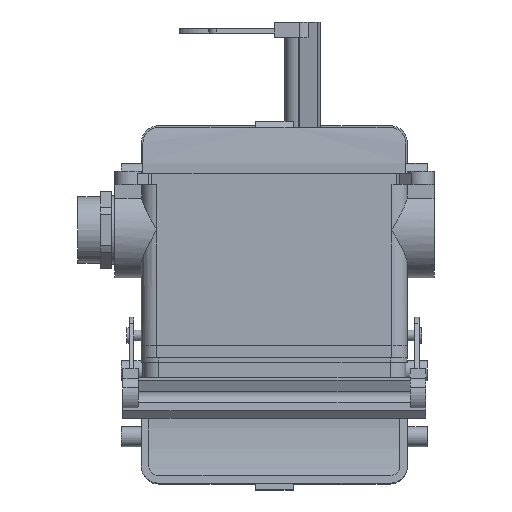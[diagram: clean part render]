
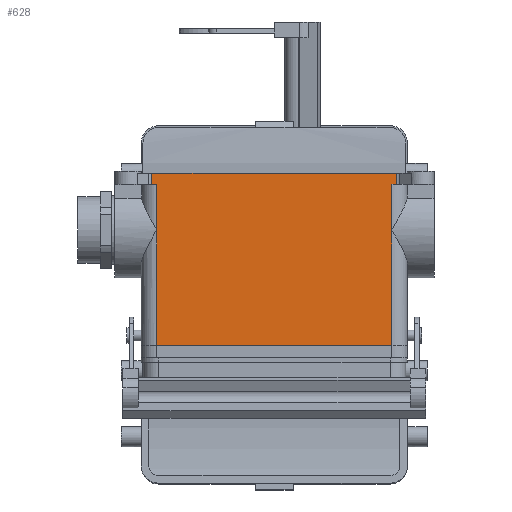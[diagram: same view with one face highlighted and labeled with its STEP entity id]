
A CAD part, top view. The second image highlights one B-rep face of the part: STEP entity #628.
In plain terms, the highlighted planar face has unit normal (0, 0, 1).
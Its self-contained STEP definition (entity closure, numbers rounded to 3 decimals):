
#628 = ADVANCED_FACE( '', ( #1379 ), #1380, .F. );
#1379 = FACE_OUTER_BOUND( '', #2252, .T. );
#1380 = PLANE( '', #2253 );
#2252 = EDGE_LOOP( '', ( #3992, #3993, #3994, #3995, #3996, #3997, #3998, #3999, #4000, #4001 ) );
#2253 = AXIS2_PLACEMENT_3D( '', #4002, #4003, #4004 );
#3992 = ORIENTED_EDGE( '', *, *, #5643, .T. );
#3993 = ORIENTED_EDGE( '', *, *, #5148, .T. );
#3994 = ORIENTED_EDGE( '', *, *, #5249, .F. );
#3995 = ORIENTED_EDGE( '', *, *, #5313, .T. );
#3996 = ORIENTED_EDGE( '', *, *, #5336, .T. );
#3997 = ORIENTED_EDGE( '', *, *, #5071, .F. );
#3998 = ORIENTED_EDGE( '', *, *, #5548, .F. );
#3999 = ORIENTED_EDGE( '', *, *, #5644, .F. );
#4000 = ORIENTED_EDGE( '', *, *, #5567, .F. );
#4001 = ORIENTED_EDGE( '', *, *, #5528, .T. );
#4002 = CARTESIAN_POINT( '', ( 56.015, -5., 21.5 ) );
#4003 = DIRECTION( '', ( 0., 0., -1. ) );
#4004 = DIRECTION( '', ( -1., 0., 0. ) );
#5071 = EDGE_CURVE( '', #6081, #6083, #6084, .T. );
#5148 = EDGE_CURVE( '', #6215, #6213, #6216, .F. );
#5249 = EDGE_CURVE( '', #6388, #6213, #6390, .T. );
#5313 = EDGE_CURVE( '', #6388, #6490, #6492, .T. );
#5336 = EDGE_CURVE( '', #6490, #6083, #6524, .T. );
#5528 = EDGE_CURVE( '', #6806, #6810, #6812, .T. );
#5548 = EDGE_CURVE( '', #6837, #6081, #6839, .T. );
#5567 = EDGE_CURVE( '', #6806, #6858, #6864, .T. );
#5643 = EDGE_CURVE( '', #6810, #6215, #6963, .T. );
#5644 = EDGE_CURVE( '', #6858, #6837, #6964, .T. );
#6081 = VERTEX_POINT( '', #7596 );
#6083 = VERTEX_POINT( '', #7598 );
#6084 = LINE( '', #7599, #7600 );
#6213 = VERTEX_POINT( '', #7766 );
#6215 = VERTEX_POINT( '', #7768 );
#6216 = LINE( '', #7769, #7770 );
#6388 = VERTEX_POINT( '', #8087 );
#6390 = LINE( '', #8089, #8090 );
#6490 = VERTEX_POINT( '', #8226 );
#6492 = LINE( '', #8247, #8248 );
#6524 = LINE( '', #8293, #8294 );
#6806 = VERTEX_POINT( '', #8725 );
#6810 = VERTEX_POINT( '', #8730 );
#6812 = LINE( '', #8732, #8733 );
#6837 = VERTEX_POINT( '', #8766 );
#6839 = LINE( '', #8793, #8794 );
#6858 = VERTEX_POINT( '', #8821 );
#6864 = LINE( '', #8829, #8830 );
#6963 = LINE( '', #8967, #8968 );
#6964 = LINE( '', #8969, #8970 );
#7596 = CARTESIAN_POINT( '', ( 53., -77.4, 21.5 ) );
#7598 = CARTESIAN_POINT( '', ( -53., -77.4, 21.5 ) );
#7599 = CARTESIAN_POINT( '', ( -53., -77.4, 21.5 ) );
#7600 = VECTOR( '', #9576, 1000. );
#7766 = CARTESIAN_POINT( '', ( -55.186, -5., 21.5 ) );
#7768 = CARTESIAN_POINT( '', ( -55.186, 0., 21.5 ) );
#7769 = CARTESIAN_POINT( '', ( -55.186, -5., 21.5 ) );
#7770 = VECTOR( '', #9686, 1000. );
#8087 = CARTESIAN_POINT( '', ( -53., -5., 21.5 ) );
#8089 = CARTESIAN_POINT( '', ( 56.015, -5., 21.5 ) );
#8090 = VECTOR( '', #9820, 1000. );
#8226 = CARTESIAN_POINT( '', ( -53., -25.5, 21.5 ) );
#8247 = CARTESIAN_POINT( '', ( -53., 96.515, 21.5 ) );
#8248 = VECTOR( '', #9890, 1000. );
#8293 = CARTESIAN_POINT( '', ( -53., 96.515, 21.5 ) );
#8294 = VECTOR( '', #9910, 1000. );
#8725 = CARTESIAN_POINT( '', ( 55.186, -5., 21.5 ) );
#8730 = CARTESIAN_POINT( '', ( 55.186, 0., 21.5 ) );
#8732 = CARTESIAN_POINT( '', ( 55.186, 0., 21.5 ) );
#8733 = VECTOR( '', #10144, 1000. );
#8766 = CARTESIAN_POINT( '', ( 53., -25.5, 21.5 ) );
#8793 = CARTESIAN_POINT( '', ( 53., 96.515, 21.5 ) );
#8794 = VECTOR( '', #10162, 1000. );
#8821 = CARTESIAN_POINT( '', ( 53., -5., 21.5 ) );
#8829 = CARTESIAN_POINT( '', ( 56.015, -5., 21.5 ) );
#8830 = VECTOR( '', #10182, 1000. );
#8967 = CARTESIAN_POINT( '', ( 56.015, 0., 21.5 ) );
#8968 = VECTOR( '', #10260, 1000. );
#8969 = CARTESIAN_POINT( '', ( 53., 96.515, 21.5 ) );
#8970 = VECTOR( '', #10261, 1000. );
#9576 = DIRECTION( '', ( -1., 0., 0. ) );
#9686 = DIRECTION( '', ( 0., 1., 0. ) );
#9820 = DIRECTION( '', ( -1., 0., 0. ) );
#9890 = DIRECTION( '', ( 0., -1., 0. ) );
#9910 = DIRECTION( '', ( 0., -1., 0. ) );
#10144 = DIRECTION( '', ( 0., 1., 0. ) );
#10162 = DIRECTION( '', ( 0., -1., 0. ) );
#10182 = DIRECTION( '', ( -1., 0., 0. ) );
#10260 = DIRECTION( '', ( -1., 0., 0. ) );
#10261 = DIRECTION( '', ( 0., -1., 0. ) );
